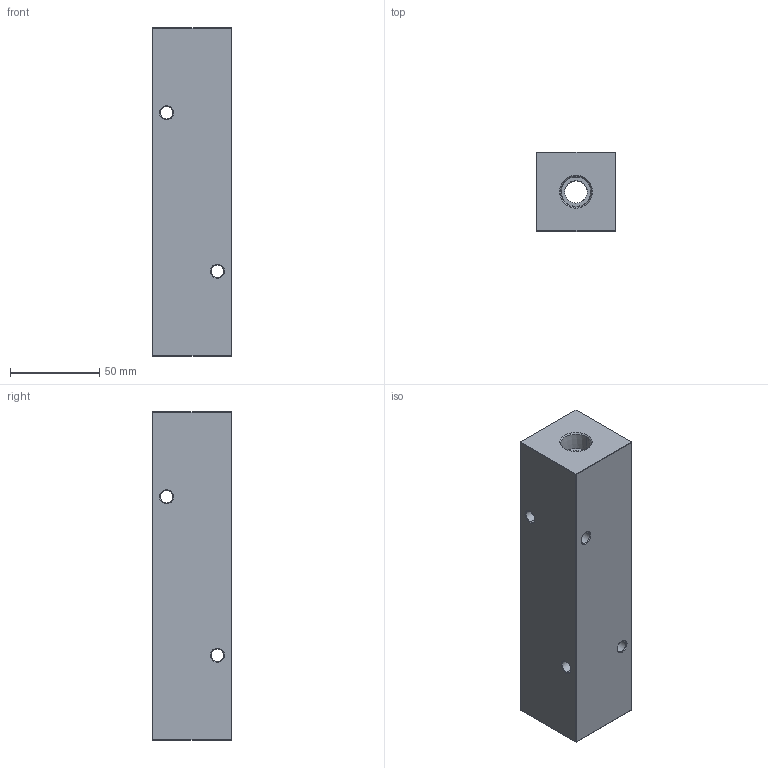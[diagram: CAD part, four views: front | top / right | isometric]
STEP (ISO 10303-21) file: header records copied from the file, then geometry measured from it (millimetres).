
FILE_DESCRIPTION (( 'STEP AP203' ), '1' );
FILE_NAME ('HM-4-90-P-6-4.STEP', '2020-10-29T20:27:34', ( '' ), ( '' ), 'SwSTEP 2.0', 'SolidWorks 2019', '' );
FILE_SCHEMA (( 'CONFIG_CONTROL_DESIGN' ));
Length unit declared in the file: inch
Products named in the file (1): HM-4-90-P-6-4
Bounding box: 44.45 x 44.45 x 184.15 mm (x, y, z)
Volume: 315439.1 mm3; surface area: 50760 mm2
Topology: 1 solids, 1 shells, 513 faces, 1338 edges, 872 vertices
Faces by surface type: plane 262, bspline 177, cone 40, cylinder 34
Entity records: 24729 total; most frequent: CARTESIAN_POINT 13249, ORIENTED_EDGE 2676, DIRECTION 1714, EDGE_CURVE 1338, VERTEX_POINT 872, LINE 840, VECTOR 840, EDGE_LOOP 588
